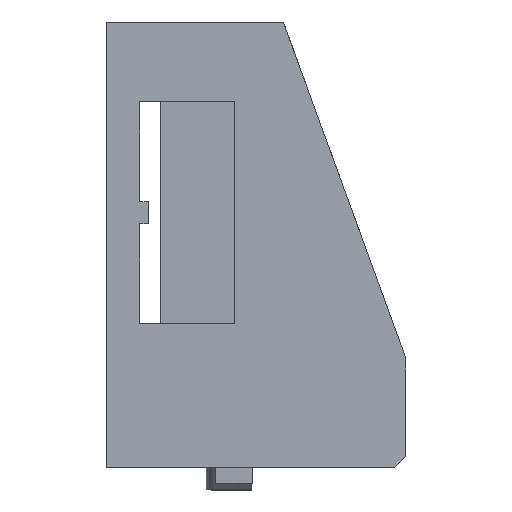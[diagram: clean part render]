
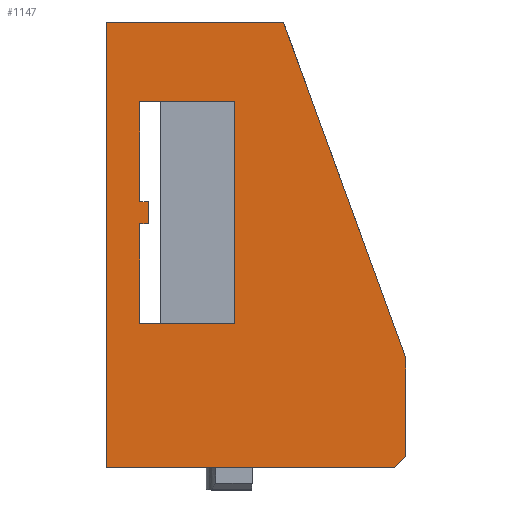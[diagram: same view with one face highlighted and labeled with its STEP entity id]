
A CAD part, top view. The second image highlights one B-rep face of the part: STEP entity #1147.
In plain terms, the highlighted planar face has unit normal (0, 0, 1).
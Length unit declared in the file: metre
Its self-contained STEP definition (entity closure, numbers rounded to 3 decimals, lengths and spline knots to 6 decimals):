
#193=ORIENTED_EDGE('',*,*,#472,.T.);
#194=ORIENTED_EDGE('',*,*,#479,.T.);
#195=ORIENTED_EDGE('',*,*,#478,.T.);
#196=ORIENTED_EDGE('',*,*,#410,.T.);
#197=ORIENTED_EDGE('',*,*,#374,.F.);
#198=ORIENTED_EDGE('',*,*,#393,.T.);
#199=ORIENTED_EDGE('',*,*,#456,.T.);
#200=ORIENTED_EDGE('',*,*,#458,.F.);
#201=ORIENTED_EDGE('',*,*,#421,.T.);
#202=ORIENTED_EDGE('',*,*,#429,.F.);
#203=ORIENTED_EDGE('',*,*,#432,.F.);
#204=ORIENTED_EDGE('',*,*,#462,.F.);
#205=ORIENTED_EDGE('',*,*,#464,.F.);
#206=ORIENTED_EDGE('',*,*,#452,.F.);
#374=EDGE_CURVE('',#536,#537,#644,.T.);
#393=EDGE_CURVE('',#536,#554,#662,.T.);
#410=EDGE_CURVE('',#565,#537,#676,.T.);
#421=EDGE_CURVE('',#575,#574,#681,.T.);
#429=EDGE_CURVE('',#581,#574,#688,.T.);
#432=EDGE_CURVE('',#583,#581,#691,.T.);
#452=EDGE_CURVE('',#599,#600,#711,.T.);
#456=EDGE_CURVE('',#599,#601,#715,.T.);
#458=EDGE_CURVE('',#575,#601,#716,.T.);
#462=EDGE_CURVE('',#602,#583,#718,.T.);
#464=EDGE_CURVE('',#600,#602,#720,.T.);
#472=EDGE_CURVE('',#554,#609,#725,.T.);
#478=EDGE_CURVE('',#612,#565,#731,.T.);
#479=EDGE_CURVE('',#609,#612,#732,.F.);
#536=VERTEX_POINT('',#1609);
#537=VERTEX_POINT('',#1611);
#554=VERTEX_POINT('',#1647);
#565=VERTEX_POINT('',#1681);
#574=VERTEX_POINT('',#1716);
#575=VERTEX_POINT('',#1718);
#581=VERTEX_POINT('',#1733);
#583=VERTEX_POINT('',#1739);
#599=VERTEX_POINT('',#1779);
#600=VERTEX_POINT('',#1781);
#601=VERTEX_POINT('',#1786);
#602=VERTEX_POINT('',#1796);
#609=VERTEX_POINT('',#1815);
#612=VERTEX_POINT('',#1824);
#644=LINE('',#1610,#780);
#662=LINE('',#1648,#798);
#676=LINE('',#1680,#812);
#681=LINE('',#1717,#817);
#688=LINE('',#1734,#824);
#691=LINE('',#1740,#827);
#711=LINE('',#1780,#847);
#715=LINE('',#1787,#851);
#716=LINE('',#1790,#852);
#718=LINE('',#1797,#854);
#720=LINE('',#1800,#856);
#725=LINE('',#1816,#861);
#731=LINE('',#1827,#867);
#732=LINE('',#1829,#868);
#780=VECTOR('',#1294,1.);
#798=VECTOR('',#1316,1.);
#812=VECTOR('',#1346,1.);
#817=VECTOR('',#1367,1.);
#824=VECTOR('',#1380,1.);
#827=VECTOR('',#1385,1.);
#847=VECTOR('',#1413,1.);
#851=VECTOR('',#1419,1.);
#852=VECTOR('',#1424,1.);
#854=VECTOR('',#1434,1.);
#856=VECTOR('',#1438,1.);
#861=VECTOR('',#1451,1.);
#867=VECTOR('',#1459,1.);
#868=VECTOR('',#1462,1.);
#945=EDGE_LOOP('',(#193,#194,#195,#196,#197,#198));
#946=EDGE_LOOP('',(#199,#200,#201,#202,#203,#204,#205,#206));
#1023=FACE_BOUND('',#945,.T.);
#1024=FACE_BOUND('',#946,.T.);
#1090=PLANE('',#1239);
#1147=ADVANCED_FACE('',(#1023,#1024),#1090,.T.);
#1239=AXIS2_PLACEMENT_3D('',#1828,#1460,#1461);
#1294=DIRECTION('',(1.,0.,0.));
#1316=DIRECTION('',(0.,-1.,0.));
#1346=DIRECTION('',(-0.342,0.94,0.));
#1367=DIRECTION('',(1.,0.,0.));
#1380=DIRECTION('',(0.,-1.,0.));
#1385=DIRECTION('',(1.,0.,0.));
#1413=DIRECTION('',(0.,1.,0.));
#1419=DIRECTION('',(-1.,0.,0.));
#1424=DIRECTION('',(0.,-1.,0.));
#1434=DIRECTION('',(0.,-1.,0.));
#1438=DIRECTION('',(-1.,0.,0.));
#1451=DIRECTION('',(1.,0.,0.));
#1459=DIRECTION('',(0.,1.,0.));
#1460=DIRECTION('',(0.,0.,1.));
#1461=DIRECTION('',(1.,0.,0.));
#1462=DIRECTION('',(-0.707,-0.707,0.));
#1609=CARTESIAN_POINT('',(0.,0.041,-0.0285));
#1610=CARTESIAN_POINT('',(0.007986,0.041,-0.0285));
#1611=CARTESIAN_POINT('',(0.015971,0.041,-0.0285));
#1647=CARTESIAN_POINT('',(0.,0.0008,-0.0285));
#1648=CARTESIAN_POINT('',(0.,0.0188,-0.0285));
#1680=CARTESIAN_POINT('',(0.02225,0.023749,-0.0285));
#1681=CARTESIAN_POINT('',(0.027,0.010699,-0.0285));
#1716=CARTESIAN_POINT('',(0.0038,0.022805,-0.0285));
#1717=CARTESIAN_POINT('',(0.0034,0.022805,-0.0285));
#1718=CARTESIAN_POINT('',(0.003,0.022805,-0.0285));
#1733=CARTESIAN_POINT('',(0.0038,0.024805,-0.0285));
#1734=CARTESIAN_POINT('',(0.0038,0.023805,-0.0285));
#1739=CARTESIAN_POINT('',(0.003,0.024805,-0.0285));
#1740=CARTESIAN_POINT('',(0.0034,0.024805,-0.0285));
#1779=CARTESIAN_POINT('',(0.0116,0.013805,-0.0285));
#1780=CARTESIAN_POINT('',(0.0116,0.023805,-0.0285));
#1781=CARTESIAN_POINT('',(0.0116,0.033805,-0.0285));
#1786=CARTESIAN_POINT('',(0.003,0.013805,-0.0285));
#1787=CARTESIAN_POINT('',(0.0034,0.013805,-0.0285));
#1790=CARTESIAN_POINT('',(0.003,0.018305,-0.0285));
#1796=CARTESIAN_POINT('',(0.003,0.033805,-0.0285));
#1797=CARTESIAN_POINT('',(0.003,0.029305,-0.0285));
#1800=CARTESIAN_POINT('',(0.0034,0.033805,-0.0285));
#1815=CARTESIAN_POINT('',(0.026,0.0008,-0.0285));
#1816=CARTESIAN_POINT('',(0.015,0.0008,-0.0285));
#1824=CARTESIAN_POINT('',(0.027,0.0018,-0.0285));
#1827=CARTESIAN_POINT('',(0.027,0.005749,-0.0285));
#1828=CARTESIAN_POINT('',(0.,0.0209,-0.0285));
#1829=CARTESIAN_POINT('',(0.02305,-0.00215,-0.0285));
